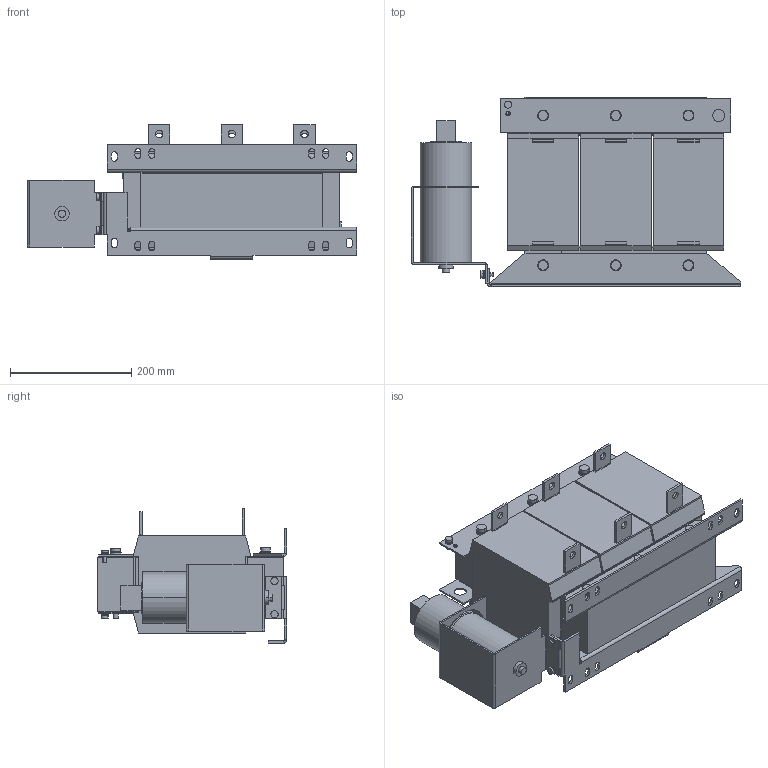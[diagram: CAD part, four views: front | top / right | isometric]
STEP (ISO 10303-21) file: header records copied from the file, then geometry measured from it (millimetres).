
FILE_DESCRIPTION (( 'STEP AP214' ), '1' );
FILE_NAME ('347733.STEP', '2021-04-12T05:19:11', ( '' ), ( '' ), 'SwSTEP 2.0', 'SolidWorks 2018', '' );
FILE_SCHEMA (( 'AUTOMOTIVE_DESIGN' ));
Length unit declared in the file: millimetre
Products named in the file (1): 347733
Bounding box: 543.5 x 312.4 x 221.75 mm (x, y, z)
Volume: 15485747.1 mm3; surface area: 908057.2 mm2
Topology: 1 solids, 1 shells, 590 faces, 1476 edges, 941 vertices
Faces by surface type: plane 402, cylinder 188
Entity records: 17580 total; most frequent: DIRECTION 3040, CARTESIAN_POINT 3008, ORIENTED_EDGE 2952, EDGE_CURVE 1476, LINE 1094, VECTOR 1094, AXIS2_PLACEMENT_3D 973, VERTEX_POINT 941
